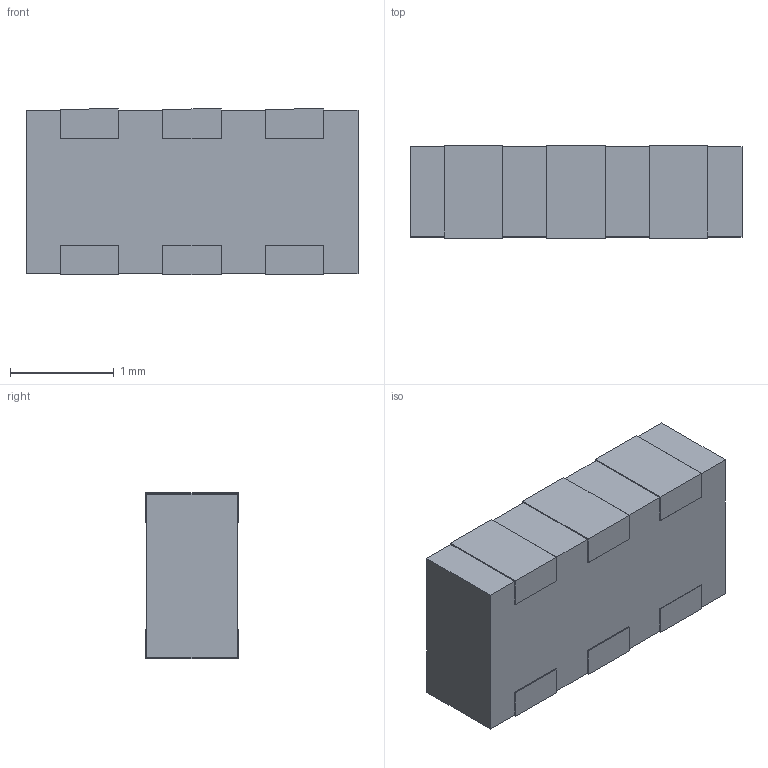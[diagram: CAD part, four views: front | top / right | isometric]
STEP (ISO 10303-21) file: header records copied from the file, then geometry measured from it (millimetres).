
FILE_DESCRIPTION (( 'STEP AP214' ), '1' );
FILE_NAME ('QCN-19D+.STEP', '2024-05-24T17:24:40', ( '' ), ( '' ), 'SwSTEP 2.0', 'SolidWorks 2023', '' );
FILE_SCHEMA (( 'AUTOMOTIVE_DESIGN' ));
Length unit declared in the file: millimetre
Products named in the file (1): QCN-19D+
Bounding box: 3.2 x 0.89 x 1.6 mm (x, y, z)
Volume: 4.4 mm3; surface area: 19.9 mm2
Topology: 2 solids, 2 shells, 65 faces, 180 edges, 120 vertices
Faces by surface type: plane 65
Entity records: 2264 total; most frequent: CARTESIAN_POINT 366, ORIENTED_EDGE 360, DIRECTION 312, LINE 180, VECTOR 180, EDGE_CURVE 180, VERTEX_POINT 120, AXIS2_PLACEMENT_3D 66
